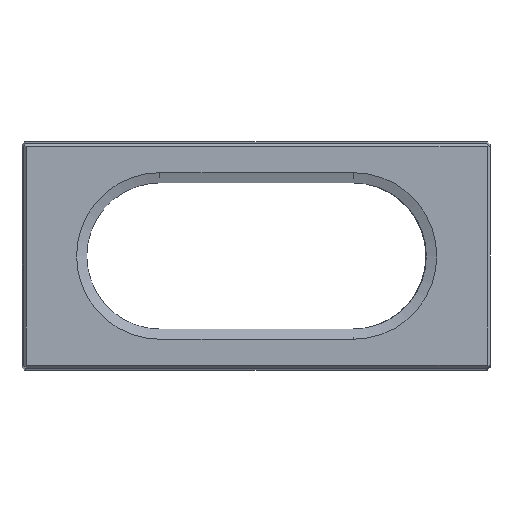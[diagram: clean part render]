
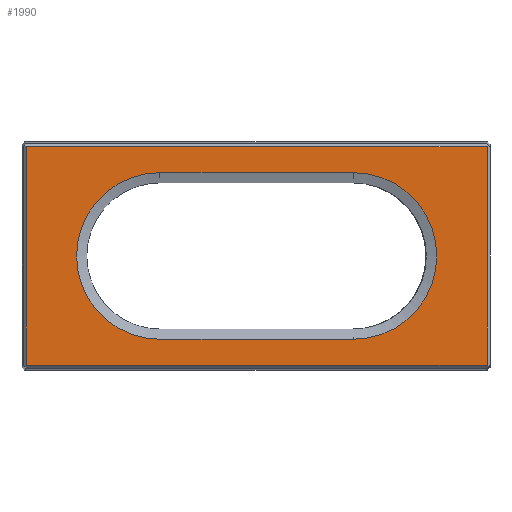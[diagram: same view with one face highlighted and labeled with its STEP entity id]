
A CAD part, top view. The second image highlights one B-rep face of the part: STEP entity #1990.
In plain terms, the highlighted planar face has unit normal (0, 0, -1).
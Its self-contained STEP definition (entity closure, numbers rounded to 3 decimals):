
#1948=AXIS2_PLACEMENT_3D('Plane Axis2P3D',#1945,#1946,#1947) ;
#1958=AXIS2_PLACEMENT_3D('Circle Axis2P3D',#1956,#1957,$) ;
#1974=AXIS2_PLACEMENT_3D('Circle Axis2P3D',#1972,#1973,$) ;
#1632=CARTESIAN_POINT('Vertex',(-84.5,40.,10.)) ;
#1635=CARTESIAN_POINT('Line Origine',(-84.5,0.,10.)) ;
#1639=CARTESIAN_POINT('Vertex',(-84.5,-40.,10.)) ;
#1828=CARTESIAN_POINT('Vertex',(84.5,-40.,10.)) ;
#1831=CARTESIAN_POINT('Line Origine',(84.5,0.,10.)) ;
#1835=CARTESIAN_POINT('Vertex',(84.5,40.,10.)) ;
#1878=CARTESIAN_POINT('Line Origine',(0.,-40.,10.)) ;
#1931=CARTESIAN_POINT('Line Origine',(0.,40.,10.)) ;
#1945=CARTESIAN_POINT('Axis2P3D Location',(0.,0.,10.)) ;
#1956=CARTESIAN_POINT('Axis2P3D Location',(-35.5,0.,10.)) ;
#1960=CARTESIAN_POINT('Vertex',(-35.5,30.55,10.)) ;
#1962=CARTESIAN_POINT('Vertex',(-35.5,-30.55,10.)) ;
#1965=CARTESIAN_POINT('Line Origine',(0.,-30.55,10.)) ;
#1969=CARTESIAN_POINT('Vertex',(35.5,-30.55,10.)) ;
#1972=CARTESIAN_POINT('Axis2P3D Location',(35.5,0.,10.)) ;
#1976=CARTESIAN_POINT('Vertex',(35.5,30.55,10.)) ;
#1979=CARTESIAN_POINT('Line Origine',(0.,30.55,10.)) ;
#1636=DIRECTION('Vector Direction',(0.,1.,0.)) ;
#1832=DIRECTION('Vector Direction',(0.,-1.,0.)) ;
#1879=DIRECTION('Vector Direction',(1.,0.,0.)) ;
#1932=DIRECTION('Vector Direction',(-1.,0.,0.)) ;
#1946=DIRECTION('Axis2P3D Direction',(0.,0.,1.)) ;
#1947=DIRECTION('Axis2P3D XDirection',(1.,0.,0.)) ;
#1957=DIRECTION('Axis2P3D Direction',(0.,0.,1.)) ;
#1966=DIRECTION('Vector Direction',(1.,0.,0.)) ;
#1973=DIRECTION('Axis2P3D Direction',(0.,0.,1.)) ;
#1980=DIRECTION('Vector Direction',(-1.,0.,0.)) ;
#1637=VECTOR('Line Direction',#1636,1.) ;
#1833=VECTOR('Line Direction',#1832,1.) ;
#1880=VECTOR('Line Direction',#1879,1.) ;
#1933=VECTOR('Line Direction',#1932,1.) ;
#1967=VECTOR('Line Direction',#1966,1.) ;
#1981=VECTOR('Line Direction',#1980,1.) ;
#1951=ORIENTED_EDGE('',*,*,#1641,.F.) ;
#1952=ORIENTED_EDGE('',*,*,#1935,.F.) ;
#1953=ORIENTED_EDGE('',*,*,#1837,.F.) ;
#1954=ORIENTED_EDGE('',*,*,#1882,.F.) ;
#1985=ORIENTED_EDGE('',*,*,#1964,.T.) ;
#1986=ORIENTED_EDGE('',*,*,#1971,.T.) ;
#1987=ORIENTED_EDGE('',*,*,#1978,.T.) ;
#1988=ORIENTED_EDGE('',*,*,#1983,.T.) ;
#1989=FACE_BOUND('',#1984,.T.) ;
#1990=ADVANCED_FACE('Surface.1',(#1955,#1989),#1949,.F.) ;
#1959=CIRCLE('generated circle',#1958,30.55) ;
#1975=CIRCLE('generated circle',#1974,30.55) ;
#1641=EDGE_CURVE('',#1633,#1640,#1638,.F.) ;
#1837=EDGE_CURVE('',#1829,#1836,#1834,.F.) ;
#1882=EDGE_CURVE('',#1640,#1829,#1881,.T.) ;
#1935=EDGE_CURVE('',#1836,#1633,#1934,.T.) ;
#1964=EDGE_CURVE('',#1961,#1963,#1959,.T.) ;
#1971=EDGE_CURVE('',#1963,#1970,#1968,.T.) ;
#1978=EDGE_CURVE('',#1970,#1977,#1975,.T.) ;
#1983=EDGE_CURVE('',#1977,#1961,#1982,.T.) ;
#1950=EDGE_LOOP('',(#1951,#1952,#1953,#1954)) ;
#1984=EDGE_LOOP('',(#1985,#1986,#1987,#1988)) ;
#1955=FACE_OUTER_BOUND('',#1950,.T.) ;
#1638=LINE('Line',#1635,#1637) ;
#1834=LINE('Line',#1831,#1833) ;
#1881=LINE('Line',#1878,#1880) ;
#1934=LINE('Line',#1931,#1933) ;
#1968=LINE('Line',#1965,#1967) ;
#1982=LINE('Line',#1979,#1981) ;
#1949=PLANE('',#1948) ;
#1633=VERTEX_POINT('',#1632) ;
#1640=VERTEX_POINT('',#1639) ;
#1829=VERTEX_POINT('',#1828) ;
#1836=VERTEX_POINT('',#1835) ;
#1961=VERTEX_POINT('',#1960) ;
#1963=VERTEX_POINT('',#1962) ;
#1970=VERTEX_POINT('',#1969) ;
#1977=VERTEX_POINT('',#1976) ;
